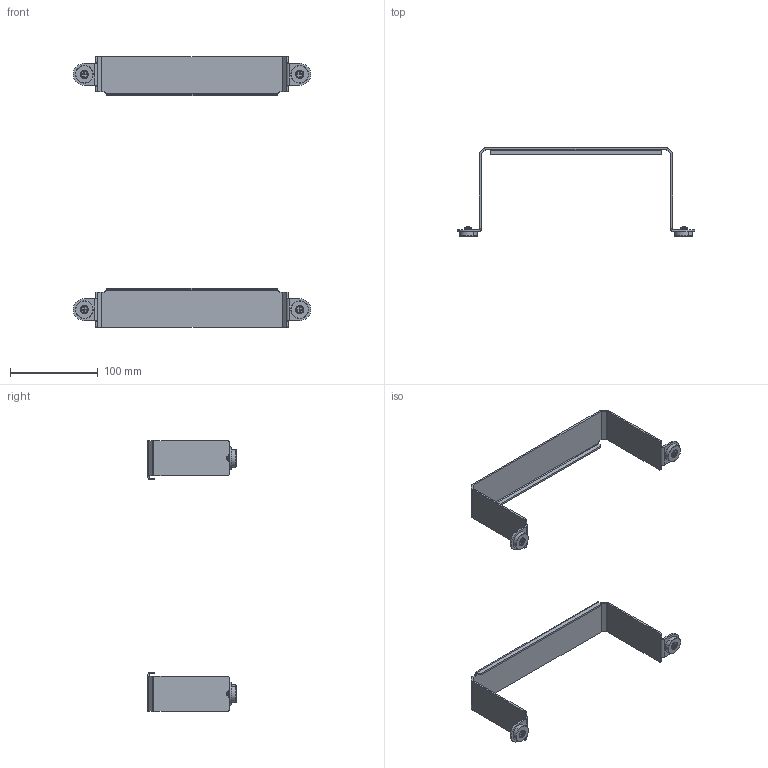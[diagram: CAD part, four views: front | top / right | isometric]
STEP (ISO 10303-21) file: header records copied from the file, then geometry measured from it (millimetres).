
FILE_DESCRIPTION (( 'STEP AP214' ), '1' );
FILE_NAME ('63-105A-003 Optional Strap Mounting Kit for 4-Slot LXI-USB Modular Chassis.step', '2024-05-20T12:25:44', ( '' ), ( '' ), 'SwSTEP 2.0', 'SolidWorks 2023', '' );
FILE_SCHEMA (( 'AUTOMOTIVE_DESIGN' ));
Length unit declared in the file: millimetre
Products named in the file (7): 63-105A-003 Optional Strap Mounting Kit for 4-Slot LXI-USB Modular Chassis; C-FX-1099 Screw, M4 x 10, CSK HD, Pozi, A4 St Steel, Thread Locking_M 4x10-7500_A2; C-FX-1065 M4 Self Clinch Nut Min 0.8mm Sheet; C-MS-1037 20mm x 5mm Magnet - M2.5; C-UP-807 60-105 Mounting Straps; A-MP-807 60-105-001 Mounting Straps Assy._default; C-MP-807 60-105 Mounting Straps Sandblasted
Assembly tree (14 placements, depth 4):
  63-105A-003 Optional Strap Mounting Kit for 4-Slot LXI-USB Modular Chassis
    A-MP-807 60-105-001 Mounting Straps Assy._default  x2
      C-MP-807 60-105 Mounting Straps Sandblasted
        C-UP-807 60-105 Mounting Straps
      C-FX-1065 M4 Self Clinch Nut Min 0.8mm Sheet
    C-MS-1037 20mm x 5mm Magnet - M2.5  x4
    C-FX-1099 Screw, M4 x 10, CSK HD, Pozi, A4 St Steel, Thread Locking_M 4x10-7500_A2  x4
Bounding box: 270 x 100.2 x 307.6 mm (x, y, z)
Volume: 81202.4 mm3; surface area: 85172 mm2
Topology: 10 solids, 18 shells, 1008 faces, 2644 edges, 1680 vertices
Faces by surface type: cylinder 452, plane 424, cone 104, torus 16, bspline 12
Entity records: 9845 total; most frequent: CARTESIAN_POINT 1786, DIRECTION 1637, ORIENTED_EDGE 1514, EDGE_CURVE 759, AXIS2_PLACEMENT_3D 593, VERTEX_POINT 476, LINE 451, VECTOR 451
